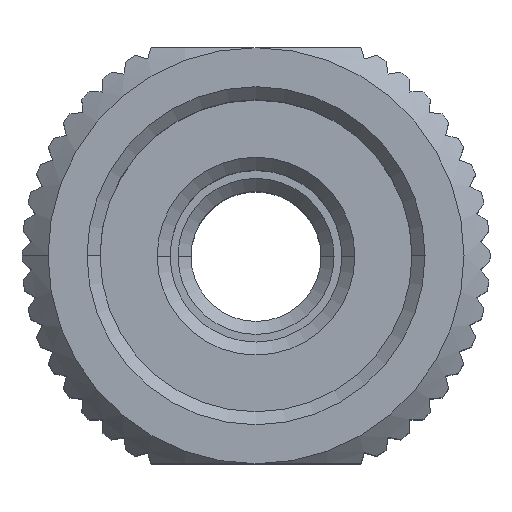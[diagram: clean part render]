
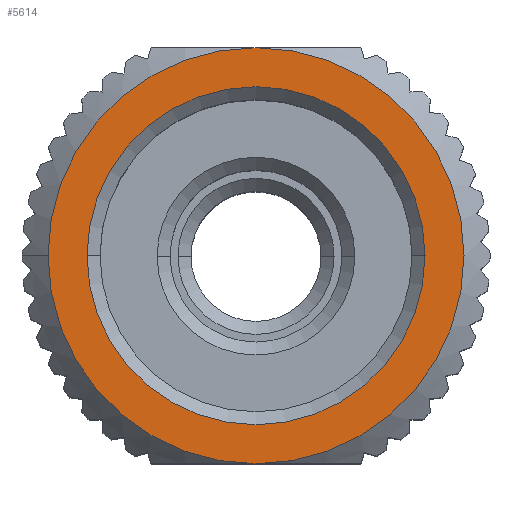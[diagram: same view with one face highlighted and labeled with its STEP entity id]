
A CAD part, top view. The second image highlights one B-rep face of the part: STEP entity #5614.
In plain terms, the highlighted planar face has unit normal (0, 0, 1).
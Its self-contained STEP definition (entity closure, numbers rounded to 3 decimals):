
#48 = CARTESIAN_POINT ( 'NONE',  ( -8., 0., 12. ) ) ;
#94 = DIRECTION ( 'NONE',  ( 1., 0., 0. ) ) ;
#100 = ORIENTED_EDGE ( 'NONE', *, *, #5440, .T. ) ;
#685 = AXIS2_PLACEMENT_3D ( 'NONE', #3630, #1066, #7050 ) ;
#864 = VERTEX_POINT ( 'NONE', #6141 ) ;
#878 = CARTESIAN_POINT ( 'NONE',  ( 0., -8., 12. ) ) ;
#1066 = DIRECTION ( 'NONE',  ( 0., 0., -1. ) ) ;
#1469 = VERTEX_POINT ( 'NONE', #5837 ) ;
#1482 = ORIENTED_EDGE ( 'NONE', *, *, #3527, .T. ) ;
#1500 = CIRCLE ( 'NONE', #2811, 8. ) ;
#1981 = ORIENTED_EDGE ( 'NONE', *, *, #2578, .T. ) ;
#2435 = EDGE_CURVE ( 'NONE', #3812, #6168, #7052, .T. ) ;
#2578 = EDGE_CURVE ( 'NONE', #864, #1469, #4299, .T. ) ;
#2717 = EDGE_CURVE ( 'NONE', #6168, #3629, #1500, .T. ) ;
#2811 = AXIS2_PLACEMENT_3D ( 'NONE', #7613, #5192, #3964 ) ;
#3119 = CARTESIAN_POINT ( 'NONE',  ( 0., 0., 12. ) ) ;
#3150 = DIRECTION ( 'NONE',  ( 0., 0., 1. ) ) ;
#3327 = AXIS2_PLACEMENT_3D ( 'NONE', #6045, #6685, #4675 ) ;
#3527 = EDGE_CURVE ( 'NONE', #3629, #3812, #6445, .T. ) ;
#3629 = VERTEX_POINT ( 'NONE', #6889 ) ;
#3630 = CARTESIAN_POINT ( 'NONE',  ( 0., 0., 12. ) ) ;
#3730 = DIRECTION ( 'NONE',  ( 0., 0., -1. ) ) ;
#3812 = VERTEX_POINT ( 'NONE', #48 ) ;
#3828 = AXIS2_PLACEMENT_3D ( 'NONE', #4416, #3150, #5799 ) ;
#3934 = DIRECTION ( 'NONE',  ( 0., 0., 1. ) ) ;
#3964 = DIRECTION ( 'NONE',  ( 1., 0., 0. ) ) ;
#3967 = CIRCLE ( 'NONE', #7973, 6.5 ) ;
#4299 = CIRCLE ( 'NONE', #685, 6.5 ) ;
#4416 = CARTESIAN_POINT ( 'NONE',  ( 0., 0., 12. ) ) ;
#4675 = DIRECTION ( 'NONE',  ( 1., 0., 0. ) ) ;
#5192 = DIRECTION ( 'NONE',  ( 0., 0., 1. ) ) ;
#5410 = PLANE ( 'NONE',  #3327 ) ;
#5440 = EDGE_CURVE ( 'NONE', #1469, #864, #3967, .T. ) ;
#5601 = FACE_OUTER_BOUND ( 'NONE', #7271, .T. ) ;
#5614 = ADVANCED_FACE ( 'NONE', ( #7319, #5601 ), #5410, .T. ) ;
#5799 = DIRECTION ( 'NONE',  ( 1., 0., 0. ) ) ;
#5837 = CARTESIAN_POINT ( 'NONE',  ( 6.5, 0., 12. ) ) ;
#6045 = CARTESIAN_POINT ( 'NONE',  ( 0., 0., 12. ) ) ;
#6141 = CARTESIAN_POINT ( 'NONE',  ( -6.5, 0., 12. ) ) ;
#6168 = VERTEX_POINT ( 'NONE', #878 ) ;
#6445 = CIRCLE ( 'NONE', #7264, 8. ) ;
#6533 = CARTESIAN_POINT ( 'NONE',  ( 0., 0., 12. ) ) ;
#6685 = DIRECTION ( 'NONE',  ( 0., 0., 1. ) ) ;
#6889 = CARTESIAN_POINT ( 'NONE',  ( 0., 8., 12. ) ) ;
#7050 = DIRECTION ( 'NONE',  ( 1., 0., 0. ) ) ;
#7052 = CIRCLE ( 'NONE', #3828, 8. ) ;
#7258 = ORIENTED_EDGE ( 'NONE', *, *, #2717, .T. ) ;
#7264 = AXIS2_PLACEMENT_3D ( 'NONE', #6533, #3934, #94 ) ;
#7271 = EDGE_LOOP ( 'NONE', ( #1482, #7371, #7258 ) ) ;
#7319 = FACE_BOUND ( 'NONE', #8346, .T. ) ;
#7371 = ORIENTED_EDGE ( 'NONE', *, *, #2435, .T. ) ;
#7613 = CARTESIAN_POINT ( 'NONE',  ( 0., 0., 12. ) ) ;
#7973 = AXIS2_PLACEMENT_3D ( 'NONE', #3119, #3730, #8317 ) ;
#8317 = DIRECTION ( 'NONE',  ( 1., 0., 0. ) ) ;
#8346 = EDGE_LOOP ( 'NONE', ( #100, #1981 ) ) ;
